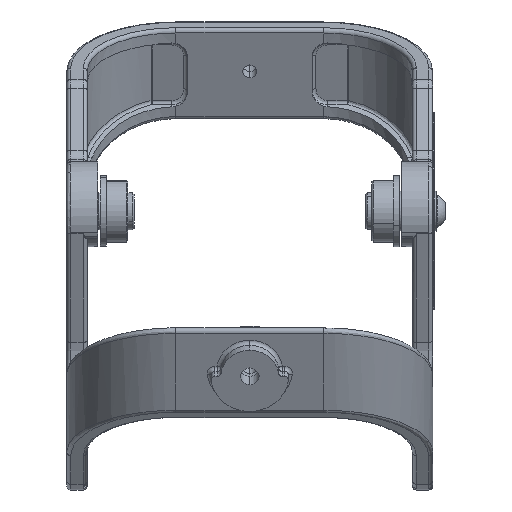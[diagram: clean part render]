
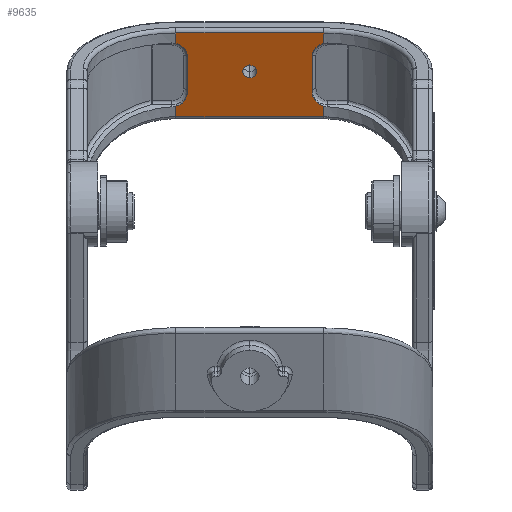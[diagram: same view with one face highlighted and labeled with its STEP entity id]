
A CAD part, top view. The second image highlights one B-rep face of the part: STEP entity #9635.
In plain terms, the highlighted face is planar.
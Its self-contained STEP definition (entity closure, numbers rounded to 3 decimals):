
#39 = CARTESIAN_POINT ( 'NONE',  ( -41.4, -9.5, -5.5 ) ) ;
#99 = VERTEX_POINT ( 'NONE', #20351 ) ;
#202 = CARTESIAN_POINT ( 'NONE',  ( -41.4, -8., 3.855 ) ) ;
#276 = CARTESIAN_POINT ( 'NONE',  ( -41.4, -9.5, 4.947 ) ) ;
#409 = EDGE_CURVE ( 'NONE', #18564, #14503, #7899, .T. ) ;
#419 = VECTOR ( 'NONE', #13849, 1000. ) ;
#501 =( BOUNDED_CURVE ( )  B_SPLINE_CURVE ( 3, ( #276, #21099, #202, #19437 ),
 .UNSPECIFIED., .F., .F. ) 
 B_SPLINE_CURVE_WITH_KNOTS ( ( 4, 4 ),
 ( 0.253, 1.571 ),
 .UNSPECIFIED. ) 
 CURVE ( )  GEOMETRIC_REPRESENTATION_ITEM ( )  RATIONAL_B_SPLINE_CURVE ( ( 1., 0.86, 0.86, 1. ) ) 
 REPRESENTATION_ITEM ( '' )  );
#606 = EDGE_CURVE ( 'NONE', #12626, #12619, #18446, .T. ) ;
#672 = CARTESIAN_POINT ( 'NONE',  ( -41.4, -8., 2.805 ) ) ;
#691 = CARTESIAN_POINT ( 'NONE',  ( -41.4, 0., 0.889 ) ) ;
#755 = DIRECTION ( 'NONE',  ( 0., 0., 1. ) ) ;
#965 = CARTESIAN_POINT ( 'NONE',  ( -41.4, 10., -2. ) ) ;
#1096 = VECTOR ( 'NONE', #8619, 1000. ) ;
#1791 = FACE_BOUND ( 'NONE', #9329, .T. ) ;
#2104 = CIRCLE ( 'NONE', #13011, 0.889 ) ;
#2142 = ORIENTED_EDGE ( 'NONE', *, *, #606, .T. ) ;
#2376 = VERTEX_POINT ( 'NONE', #4358 ) ;
#2584 = CARTESIAN_POINT ( 'NONE',  ( -41.4, -9.5, 4.947 ) ) ;
#2739 = EDGE_CURVE ( 'NONE', #4876, #17237, #3746, .T. ) ;
#2831 = EDGE_CURVE ( 'NONE', #99, #17237, #3482, .T. ) ;
#3460 = EDGE_CURVE ( 'NONE', #18121, #12626, #18881, .T. ) ;
#3482 = CIRCLE ( 'NONE', #21483, 2. ) ;
#3609 = AXIS2_PLACEMENT_3D ( 'NONE', #18187, #12895, #4110 ) ;
#3746 = LINE ( 'NONE', #10606, #21872 ) ;
#3840 = VECTOR ( 'NONE', #12775, 1000. ) ;
#3930 = CARTESIAN_POINT ( 'NONE',  ( -41.4, -9.5, -6.367 ) ) ;
#4110 = DIRECTION ( 'NONE',  ( 0., 0., 1. ) ) ;
#4303 = ORIENTED_EDGE ( 'NONE', *, *, #17355, .T. ) ;
#4358 = CARTESIAN_POINT ( 'NONE',  ( -41.4, 0., -0.889 ) ) ;
#4384 = EDGE_CURVE ( 'NONE', #18424, #18617, #20872, .T. ) ;
#4842 = DIRECTION ( 'NONE',  ( 0., 1., 0. ) ) ;
#4876 = VERTEX_POINT ( 'NONE', #21059 ) ;
#4984 = CARTESIAN_POINT ( 'NONE',  ( -41.4, 8., 3.855 ) ) ;
#5057 = CARTESIAN_POINT ( 'NONE',  ( -41.4, 8., 2.805 ) ) ;
#5469 = VERTEX_POINT ( 'NONE', #15849 ) ;
#5589 = CARTESIAN_POINT ( 'NONE',  ( -41.4, 0., -6.367 ) ) ;
#5672 = DIRECTION ( 'NONE',  ( 0., 0., 1. ) ) ;
#6145 = EDGE_CURVE ( 'NONE', #4876, #18121, #13583, .T. ) ;
#6362 = FACE_OUTER_BOUND ( 'NONE', #9176, .T. ) ;
#6792 = DIRECTION ( 'NONE',  ( -1., 0., 0. ) ) ;
#6975 = ORIENTED_EDGE ( 'NONE', *, *, #3460, .T. ) ;
#7301 = DIRECTION ( 'NONE',  ( 0., 0., -1. ) ) ;
#7350 = EDGE_CURVE ( 'NONE', #20864, #2376, #2104, .T. ) ;
#7428 = LINE ( 'NONE', #12078, #419 ) ;
#7533 = ORIENTED_EDGE ( 'NONE', *, *, #4384, .F. ) ;
#7710 = ORIENTED_EDGE ( 'NONE', *, *, #2739, .F. ) ;
#7899 = LINE ( 'NONE', #9171, #3840 ) ;
#8060 = EDGE_CURVE ( 'NONE', #2376, #20864, #16427, .T. ) ;
#8276 = ORIENTED_EDGE ( 'NONE', *, *, #7350, .T. ) ;
#8525 = CARTESIAN_POINT ( 'NONE',  ( -41.4, 8.581, 4.685 ) ) ;
#8619 = DIRECTION ( 'NONE',  ( 0., 0., 1. ) ) ;
#8704 = CARTESIAN_POINT ( 'NONE',  ( -41.4, 0., 0. ) ) ;
#8707 = VECTOR ( 'NONE', #9756, 1000. ) ;
#8782 = DIRECTION ( 'NONE',  ( -1., 0., 0. ) ) ;
#9159 = CARTESIAN_POINT ( 'NONE',  ( -41.4, -10., -2. ) ) ;
#9171 = CARTESIAN_POINT ( 'NONE',  ( -41.4, -8., 5.355 ) ) ;
#9176 = EDGE_LOOP ( 'NONE', ( #7533, #9578, #4303, #14498, #7710, #16128, #6975, #2142, #20818, #22030, #9753, #13693 ) ) ;
#9329 = EDGE_LOOP ( 'NONE', ( #13090, #8276 ) ) ;
#9507 = EDGE_CURVE ( 'NONE', #18424, #5469, #18544, .T. ) ;
#9575 = EDGE_CURVE ( 'NONE', #18564, #18617, #17467, .T. ) ;
#9578 = ORIENTED_EDGE ( 'NONE', *, *, #9507, .T. ) ;
#9635 = ADVANCED_FACE ( 'NONE', ( #1791, #6362 ), #15438, .F. ) ;
#9753 = ORIENTED_EDGE ( 'NONE', *, *, #409, .F. ) ;
#9756 = DIRECTION ( 'NONE',  ( 0., -1., 0. ) ) ;
#10562 = DIRECTION ( 'NONE',  ( 0., 0., 1. ) ) ;
#10606 = CARTESIAN_POINT ( 'NONE',  ( -41.4, 8., 5.355 ) ) ;
#10798 = CARTESIAN_POINT ( 'NONE',  ( -41.4, -8., -2. ) ) ;
#11091 = AXIS2_PLACEMENT_3D ( 'NONE', #5589, #6792, #10562 ) ;
#11557 = CARTESIAN_POINT ( 'NONE',  ( -41.4, 8., -2. ) ) ;
#12078 = CARTESIAN_POINT ( 'NONE',  ( -41.4, 9.5, -6.367 ) ) ;
#12400 = EDGE_CURVE ( 'NONE', #21972, #12619, #18384, .T. ) ;
#12542 = DIRECTION ( 'NONE',  ( -1., 0., 0. ) ) ;
#12619 = VERTEX_POINT ( 'NONE', #19634 ) ;
#12626 = VERTEX_POINT ( 'NONE', #18212 ) ;
#12671 = AXIS2_PLACEMENT_3D ( 'NONE', #9159, #12542, #15954 ) ;
#12775 = DIRECTION ( 'NONE',  ( 0., 0., 1. ) ) ;
#12895 = DIRECTION ( 'NONE',  ( -1., 0., 0. ) ) ;
#13011 = AXIS2_PLACEMENT_3D ( 'NONE', #8704, #8782, #20176 ) ;
#13090 = ORIENTED_EDGE ( 'NONE', *, *, #8060, .T. ) ;
#13549 = CARTESIAN_POINT ( 'NONE',  ( -41.4, 9.5, -5.5 ) ) ;
#13583 =( BOUNDED_CURVE ( )  B_SPLINE_CURVE ( 3, ( #5057, #4984, #8525, #17156 ),
 .UNSPECIFIED., .F., .F. ) 
 B_SPLINE_CURVE_WITH_KNOTS ( ( 4, 4 ),
 ( 1.571, 2.889 ),
 .UNSPECIFIED. ) 
 CURVE ( )  GEOMETRIC_REPRESENTATION_ITEM ( )  RATIONAL_B_SPLINE_CURVE ( ( 1., 0.86, 0.86, 1. ) ) 
 REPRESENTATION_ITEM ( '' )  );
#13693 = ORIENTED_EDGE ( 'NONE', *, *, #9575, .T. ) ;
#13776 = VECTOR ( 'NONE', #755, 1000. ) ;
#13849 = DIRECTION ( 'NONE',  ( 0., 0., 1. ) ) ;
#14498 = ORIENTED_EDGE ( 'NONE', *, *, #2831, .T. ) ;
#14503 = VERTEX_POINT ( 'NONE', #672 ) ;
#14507 = VECTOR ( 'NONE', #4842, 1000. ) ;
#14553 = CARTESIAN_POINT ( 'NONE',  ( -41.4, 9.5, 4.947 ) ) ;
#15438 = PLANE ( 'NONE',  #11091 ) ;
#15849 = CARTESIAN_POINT ( 'NONE',  ( -41.4, 9.5, -5.5 ) ) ;
#15954 = DIRECTION ( 'NONE',  ( 0., 0., 1. ) ) ;
#16128 = ORIENTED_EDGE ( 'NONE', *, *, #6145, .T. ) ;
#16221 = DIRECTION ( 'NONE',  ( -1., 0., 0. ) ) ;
#16300 = VECTOR ( 'NONE', #5672, 1000. ) ;
#16427 = CIRCLE ( 'NONE', #3609, 0.889 ) ;
#17156 = CARTESIAN_POINT ( 'NONE',  ( -41.4, 9.5, 4.947 ) ) ;
#17237 = VERTEX_POINT ( 'NONE', #11557 ) ;
#17355 = EDGE_CURVE ( 'NONE', #5469, #99, #7428, .T. ) ;
#17467 = CIRCLE ( 'NONE', #12671, 2. ) ;
#18037 = EDGE_CURVE ( 'NONE', #21972, #14503, #501, .T. ) ;
#18121 = VERTEX_POINT ( 'NONE', #14553 ) ;
#18187 = CARTESIAN_POINT ( 'NONE',  ( -41.4, 0., 0. ) ) ;
#18212 = CARTESIAN_POINT ( 'NONE',  ( -41.4, 9.5, 6.44 ) ) ;
#18384 = LINE ( 'NONE', #18972, #1096 ) ;
#18424 = VERTEX_POINT ( 'NONE', #39 ) ;
#18446 = LINE ( 'NONE', #20321, #8707 ) ;
#18544 = LINE ( 'NONE', #13549, #14507 ) ;
#18564 = VERTEX_POINT ( 'NONE', #10798 ) ;
#18617 = VERTEX_POINT ( 'NONE', #19341 ) ;
#18881 = LINE ( 'NONE', #21503, #13776 ) ;
#18972 = CARTESIAN_POINT ( 'NONE',  ( -41.4, -9.5, -6.367 ) ) ;
#19341 = CARTESIAN_POINT ( 'NONE',  ( -41.4, -9.5, -3.936 ) ) ;
#19437 = CARTESIAN_POINT ( 'NONE',  ( -41.4, -8., 2.805 ) ) ;
#19634 = CARTESIAN_POINT ( 'NONE',  ( -41.4, -9.5, 6.44 ) ) ;
#20176 = DIRECTION ( 'NONE',  ( 0., 0., 1. ) ) ;
#20321 = CARTESIAN_POINT ( 'NONE',  ( -41.4, 0., 6.44 ) ) ;
#20351 = CARTESIAN_POINT ( 'NONE',  ( -41.4, 9.5, -3.936 ) ) ;
#20818 = ORIENTED_EDGE ( 'NONE', *, *, #12400, .F. ) ;
#20864 = VERTEX_POINT ( 'NONE', #691 ) ;
#20872 = LINE ( 'NONE', #3930, #16300 ) ;
#21059 = CARTESIAN_POINT ( 'NONE',  ( -41.4, 8., 2.805 ) ) ;
#21099 = CARTESIAN_POINT ( 'NONE',  ( -41.4, -8.581, 4.685 ) ) ;
#21341 = DIRECTION ( 'NONE',  ( 0., 0., 1. ) ) ;
#21483 = AXIS2_PLACEMENT_3D ( 'NONE', #965, #16221, #21341 ) ;
#21503 = CARTESIAN_POINT ( 'NONE',  ( -41.4, 9.5, -6.367 ) ) ;
#21872 = VECTOR ( 'NONE', #7301, 1000. ) ;
#21972 = VERTEX_POINT ( 'NONE', #2584 ) ;
#22030 = ORIENTED_EDGE ( 'NONE', *, *, #18037, .T. ) ;
